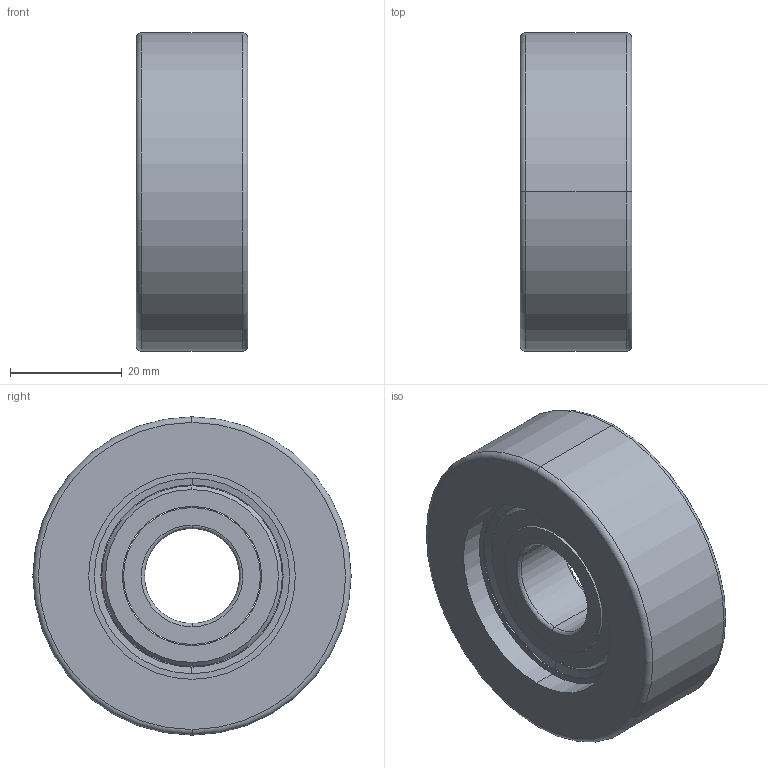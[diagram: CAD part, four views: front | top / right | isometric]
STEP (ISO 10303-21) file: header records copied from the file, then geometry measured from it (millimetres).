
FILE_DESCRIPTION (( 'STEP AP214' ), '1' );
FILE_NAME ('0028246.step', '2023-09-06T07:25:17', ( '' ), ( '' ), 'SwSTEP 2.0', 'SolidWorks 2020', '' );
FILE_SCHEMA (( 'AUTOMOTIVE_DESIGN' ));
Length unit declared in the file: millimetre
Products named in the file (8): 6203 ZZ; roulement_6203-2z_2_2; roulement_6203-2z_2_1; roulement_6203-2z_2_5; 0028246; FPVO-057-20-12-K17_Bandage; roulement_6203-2z_2_4; roulement_6203-2z_2_3
Assembly tree (7 placements, depth 3):
  0028246
    FPVO-057-20-12-K17_Bandage
    6203 ZZ
      roulement_6203-2z_2_1
      roulement_6203-2z_2_2
      roulement_6203-2z_2_3
      roulement_6203-2z_2_4
      roulement_6203-2z_2_5
Bounding box: 20 x 57 x 57 mm (x, y, z)
Volume: 35653 mm3; surface area: 18608.7 mm2
Topology: 6 solids, 6 shells, 136 faces, 308 edges, 174 vertices
Faces by surface type: bspline 54, cylinder 36, cone 20, plane 18, torus 8
Entity records: 5442 total; most frequent: CARTESIAN_POINT 2403, DIRECTION 594, ORIENTED_EDGE 552, EDGE_CURVE 276, AXIS2_PLACEMENT_3D 269, CIRCLE 176, VERTEX_POINT 174, EDGE_LOOP 170
